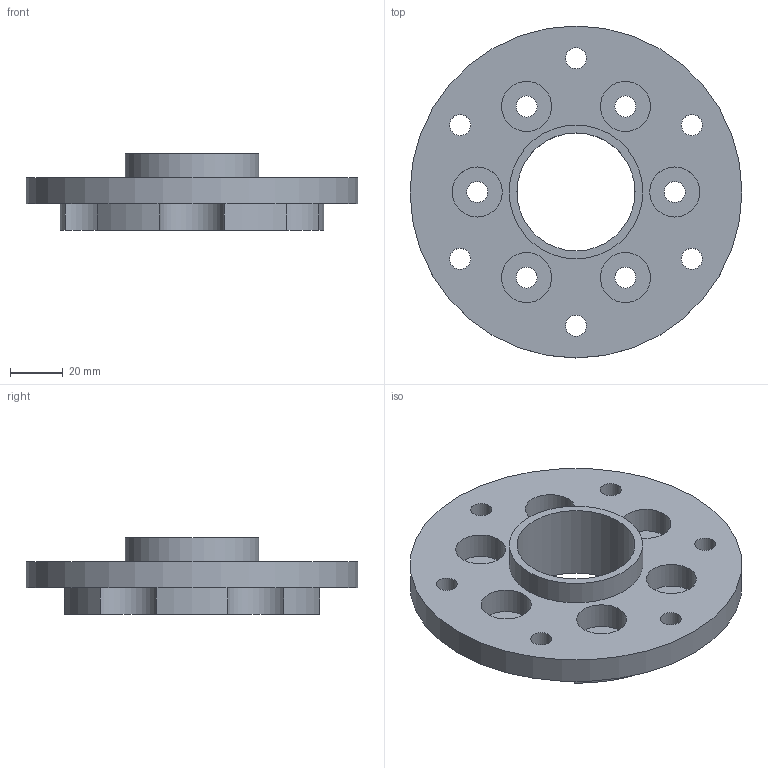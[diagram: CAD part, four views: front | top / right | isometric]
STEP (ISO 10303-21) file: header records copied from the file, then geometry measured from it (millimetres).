
FILE_DESCRIPTION(/* description */ ('STEP AP242','CAx-IF Rec.Pracs.---Representation and Presentation of Product Manufacturing Information (PMI)---4.0---2014-10-13','CAx-IF Rec.Pracs.---3D Tessellated Geometry---0.4---2014-09-14','2;1'),/* implementation_level */ '2;1');
FILE_NAME(/* name */ '663538d9c2bd3974f2fcbd25',/* time_stamp */ '2024-05-03T19:19:54Z',/* author */ (''),/* organization */ (''),/* preprocessor_version */ 'ST-DEVELOPER v20',/* originating_system */ ' ',/* authorisation */ ' ');
FILE_SCHEMA (('AP242_MANAGED_MODEL_BASED_3D_ENGINEERING_MIM_LF { 1 0 10303 442 1 1 4 }'));
Length unit declared in the file: metre
Products named in the file (1): Part 1
Bounding box: 126 x 126 x 29 mm (x, y, z)
Volume: 139955.5 mm3; surface area: 40380 mm2
Topology: 1 solids, 1 shells, 43 faces, 99 edges, 66 vertices
Faces by surface type: cylinder 33, plane 10
Full cylindrical faces by diameter (mm): 8 x12, 19 x6, 44.8 x1, 50.8 x1, 126 x1
Entity records: 1228 total; most frequent: DIRECTION 232, CARTESIAN_POINT 188, ORIENTED_EDGE 156, AXIS2_PLACEMENT_3D 110, EDGE_LOOP 98, FACE_BOUND 98, EDGE_CURVE 78, VERTEX_POINT 66
